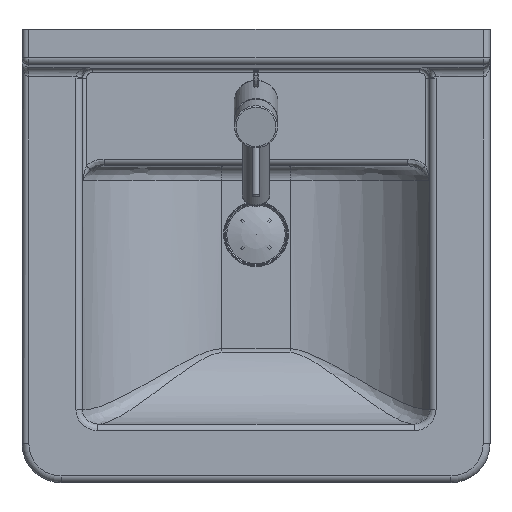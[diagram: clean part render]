
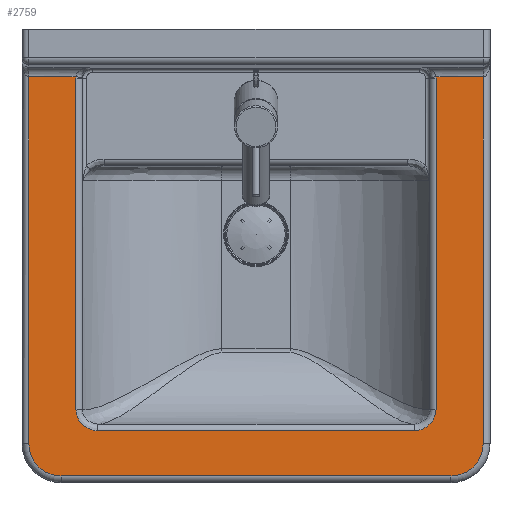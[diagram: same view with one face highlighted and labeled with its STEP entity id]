
A CAD part, top view. The second image highlights one B-rep face of the part: STEP entity #2759.
In plain terms, the highlighted planar face has unit normal (0, 0, 1).
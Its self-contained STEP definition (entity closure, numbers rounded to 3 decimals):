
#878=CARTESIAN_POINT('',(12.549,-364.963,160.0));
#879=VERTEX_POINT('',#878);
#897=CARTESIAN_POINT('',(12.549,-25.075,160.0));
#898=VERTEX_POINT('',#897);
#906=CARTESIAN_POINT('',(12.549,-25.075,160.0));
#907=DIRECTION('',(0.0,-1.0,0.0));
#908=VECTOR('',#907,339.887);
#909=LINE('',#906,#908);
#910=EDGE_CURVE('',#898,#879,#909,.T.);
#1050=CARTESIAN_POINT('',(34.515,-386.985,160.0));
#1051=VERTEX_POINT('',#1050);
#1052=CARTESIAN_POINT('',(12.549,-364.963,160.0));
#1053=CARTESIAN_POINT('',(12.549,-366.581,160.0));
#1054=CARTESIAN_POINT('',(12.845,-369.036,160.0));
#1055=CARTESIAN_POINT('',(13.688,-371.769,160.0));
#1056=CARTESIAN_POINT('',(14.296,-373.268,160.0));
#1057=CARTESIAN_POINT('',(14.993,-374.738,160.));
#1058=CARTESIAN_POINT('',(16.022,-376.504,160.));
#1059=CARTESIAN_POINT('',(17.489,-378.475,160.));
#1060=CARTESIAN_POINT('',(19.143,-380.255,160.));
#1061=CARTESIAN_POINT('',(21.602,-382.399,160.0));
#1062=CARTESIAN_POINT('',(24.044,-383.929,160.0));
#1063=CARTESIAN_POINT('',(26.246,-384.953,160.0));
#1064=CARTESIAN_POINT('',(27.75,-385.566,160.0));
#1065=CARTESIAN_POINT('',(30.469,-386.447,160.0));
#1066=CARTESIAN_POINT('',(32.898,-386.861,160.0));
#1067=CARTESIAN_POINT('',(34.515,-386.985,160.0));
#1068=B_SPLINE_CURVE_WITH_KNOTS('',3,(#1052,#1053,#1054,#1055,#1056,#1057,#1058,#1059,#1060,#1061,#1062,#1063,#1064,#1065,#1066,#1067),.UNSPECIFIED.,.F.,.U.,(4,1,1,1,1,1,1,1,1,1,1,1,1,4),(0.0,0.486,0.728,0.85,0.971,1.214,1.457,1.7,1.942,2.428,2.549,2.671,2.914,3.399),.UNSPECIFIED.);
#1069=EDGE_CURVE('',#879,#1051,#1068,.T.);
#1137=CARTESIAN_POINT('',(12.599,-23.824,160.0));
#1138=VERTEX_POINT('',#1137);
#1146=CARTESIAN_POINT('',(12.599,-23.824,160.0));
#1147=CARTESIAN_POINT('',(12.566,-24.24,160.0));
#1148=CARTESIAN_POINT('',(12.549,-24.658,160.0));
#1149=CARTESIAN_POINT('',(12.549,-25.075,160.0));
#1150=B_SPLINE_CURVE_WITH_KNOTS('',3,(#1146,#1147,#1148,#1149),.UNSPECIFIED.,.F.,.U.,(4,4),(0.0,0.125),.UNSPECIFIED.);
#1151=EDGE_CURVE('',#1138,#898,#1150,.T.);
#1189=CARTESIAN_POINT('',(359.883,-386.985,160.));
#1190=VERTEX_POINT('',#1189);
#1191=CARTESIAN_POINT('',(34.515,-386.985,160.0));
#1192=DIRECTION('',(1.0,0.0,0.0));
#1193=VECTOR('',#1192,325.368);
#1194=LINE('',#1191,#1193);
#1195=EDGE_CURVE('',#1051,#1190,#1194,.T.);
#1907=CARTESIAN_POINT('',(381.849,-364.963,160.0));
#1908=VERTEX_POINT('',#1907);
#1909=CARTESIAN_POINT('',(359.883,-386.985,160.));
#1910=CARTESIAN_POINT('',(361.5,-386.861,160.));
#1911=CARTESIAN_POINT('',(363.929,-386.447,160.));
#1912=CARTESIAN_POINT('',(366.648,-385.566,160.));
#1913=CARTESIAN_POINT('',(368.152,-384.953,160.));
#1914=CARTESIAN_POINT('',(370.354,-383.929,160.));
#1915=CARTESIAN_POINT('',(372.795,-382.399,160.));
#1916=CARTESIAN_POINT('',(375.255,-380.255,160.));
#1917=CARTESIAN_POINT('',(376.909,-378.475,160.));
#1918=CARTESIAN_POINT('',(378.376,-376.504,160.));
#1919=CARTESIAN_POINT('',(379.405,-374.738,160.));
#1920=CARTESIAN_POINT('',(380.102,-373.268,160.));
#1921=CARTESIAN_POINT('',(380.482,-372.331,160.));
#1922=CARTESIAN_POINT('',(380.89,-371.183,160.));
#1923=CARTESIAN_POINT('',(381.577,-368.832,160.));
#1924=CARTESIAN_POINT('',(381.849,-366.581,160.));
#1925=CARTESIAN_POINT('',(381.849,-364.963,160.));
#1926=B_SPLINE_CURVE_WITH_KNOTS('',3,(#1909,#1910,#1911,#1912,#1913,#1914,#1915,#1916,#1917,#1918,#1919,#1920,#1921,#1922,#1923,#1924,#1925),.UNSPECIFIED.,.F.,.U.,(4,1,1,1,1,1,1,1,1,1,1,1,1,1,4),(0.202,0.688,0.93,1.052,1.173,1.659,1.902,2.144,2.387,2.63,2.751,2.873,2.933,3.116,3.601),.UNSPECIFIED.);
#1927=EDGE_CURVE('',#1190,#1908,#1926,.T.);
#1976=CARTESIAN_POINT('',(381.849,-25.075,160.0));
#1977=VERTEX_POINT('',#1976);
#1994=CARTESIAN_POINT('',(381.849,-364.963,160.0));
#1995=DIRECTION('',(0.0,1.0,0.0));
#1996=VECTOR('',#1995,339.887);
#1997=LINE('',#1994,#1996);
#1998=EDGE_CURVE('',#1908,#1977,#1997,.T.);
#2032=CARTESIAN_POINT('',(381.799,-23.824,160.0));
#2033=VERTEX_POINT('',#2032);
#2051=CARTESIAN_POINT('',(381.849,-25.075,160.0));
#2052=CARTESIAN_POINT('',(381.849,-24.658,160.0));
#2053=CARTESIAN_POINT('',(381.832,-24.24,160.0));
#2054=CARTESIAN_POINT('',(381.799,-23.824,160.0));
#2055=B_SPLINE_CURVE_WITH_KNOTS('',3,(#2051,#2052,#2053,#2054),.UNSPECIFIED.,.F.,.U.,(4,4),(0.,0.125),.UNSPECIFIED.);
#2056=EDGE_CURVE('',#1977,#2033,#2055,.T.);
#2670=CARTESIAN_POINT('',(430.199,-23.824,160.0));
#2671=VERTEX_POINT('',#2670);
#2672=CARTESIAN_POINT('',(381.799,-23.824,160.0));
#2673=DIRECTION('',(1.0,0.,0.0));
#2674=VECTOR('',#2673,48.4);
#2675=LINE('',#2672,#2674);
#2676=EDGE_CURVE('',#2033,#2671,#2675,.T.);
#2696=CARTESIAN_POINT('',(397.199,-115.065,160.0));
#2697=DIRECTION('',(0.0,0.0,1.0));
#2698=DIRECTION('',(1.0,0.0,0.0));
#2699=AXIS2_PLACEMENT_3D('',#2696,#2697,#2698);
#2700=PLANE('',#2699);
#2701=ORIENTED_EDGE('',*,*,#2056,.F.);
#2702=ORIENTED_EDGE('',*,*,#1998,.F.);
#2703=ORIENTED_EDGE('',*,*,#1927,.F.);
#2704=ORIENTED_EDGE('',*,*,#1195,.F.);
#2705=ORIENTED_EDGE('',*,*,#1069,.F.);
#2706=ORIENTED_EDGE('',*,*,#910,.F.);
#2707=ORIENTED_EDGE('',*,*,#1151,.F.);
#2708=CARTESIAN_POINT('',(-35.801,-23.824,160.0));
#2709=VERTEX_POINT('',#2708);
#2710=CARTESIAN_POINT('',(-35.801,-23.824,160.0));
#2711=DIRECTION('',(1.0,0.,0.0));
#2712=VECTOR('',#2711,48.4);
#2713=LINE('',#2710,#2712);
#2714=EDGE_CURVE('',#2709,#1138,#2713,.T.);
#2715=ORIENTED_EDGE('',*,*,#2714,.F.);
#2716=CARTESIAN_POINT('',(-35.801,-400.065,160.0));
#2717=VERTEX_POINT('',#2716);
#2718=CARTESIAN_POINT('',(-35.801,-400.065,160.0));
#2719=DIRECTION('',(0.0,1.0,0.0));
#2720=VECTOR('',#2719,376.241);
#2721=LINE('',#2718,#2720);
#2722=EDGE_CURVE('',#2717,#2709,#2721,.T.);
#2723=ORIENTED_EDGE('',*,*,#2722,.F.);
#2724=CARTESIAN_POINT('',(-2.801,-433.065,160.0));
#2725=VERTEX_POINT('',#2724);
#2726=CARTESIAN_POINT('',(-2.801,-400.065,160.0));
#2727=DIRECTION('',(0.,0.,-1.));
#2728=DIRECTION('',(-0.707,-0.707,0.));
#2729=AXIS2_PLACEMENT_3D('',#2726,#2727,#2728);
#2730=CIRCLE('',#2729,33.0);
#2731=EDGE_CURVE('',#2725,#2717,#2730,.T.);
#2732=ORIENTED_EDGE('',*,*,#2731,.F.);
#2733=CARTESIAN_POINT('',(397.199,-433.065,160.0));
#2734=VERTEX_POINT('',#2733);
#2735=CARTESIAN_POINT('',(397.199,-433.065,160.0));
#2736=DIRECTION('',(-1.0,0.0,0.0));
#2737=VECTOR('',#2736,400.);
#2738=LINE('',#2735,#2737);
#2739=EDGE_CURVE('',#2734,#2725,#2738,.T.);
#2740=ORIENTED_EDGE('',*,*,#2739,.F.);
#2741=CARTESIAN_POINT('',(430.199,-400.065,160.0));
#2742=VERTEX_POINT('',#2741);
#2743=CARTESIAN_POINT('',(397.199,-400.065,160.0));
#2744=DIRECTION('',(0.,0.,-1.));
#2745=DIRECTION('',(0.707,-0.707,0.));
#2746=AXIS2_PLACEMENT_3D('',#2743,#2744,#2745);
#2747=CIRCLE('',#2746,33.);
#2748=EDGE_CURVE('',#2742,#2734,#2747,.T.);
#2749=ORIENTED_EDGE('',*,*,#2748,.F.);
#2750=CARTESIAN_POINT('',(430.199,-23.824,160.0));
#2751=DIRECTION('',(0.0,-1.0,0.0));
#2752=VECTOR('',#2751,376.241);
#2753=LINE('',#2750,#2752);
#2754=EDGE_CURVE('',#2671,#2742,#2753,.T.);
#2755=ORIENTED_EDGE('',*,*,#2754,.F.);
#2756=ORIENTED_EDGE('',*,*,#2676,.F.);
#2757=EDGE_LOOP('',(#2701,#2702,#2703,#2704,#2705,#2706,#2707,#2715,#2723,#2732,#2740,#2749,#2755,#2756));
#2758=FACE_OUTER_BOUND('',#2757,.T.);
#2759=ADVANCED_FACE('',(#2758),#2700,.T.);
